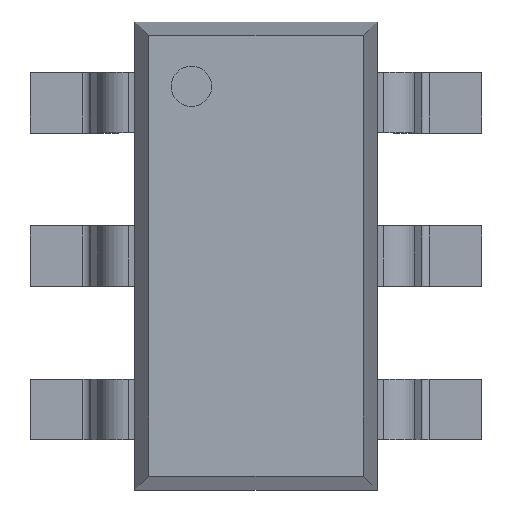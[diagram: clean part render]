
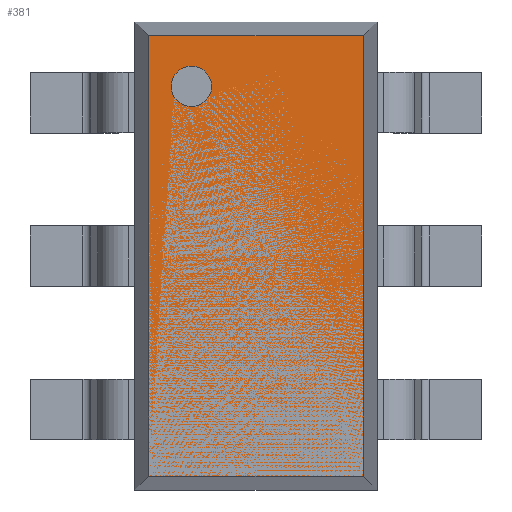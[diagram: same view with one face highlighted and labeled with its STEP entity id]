
A CAD part, top view. The second image highlights one B-rep face of the part: STEP entity #381.
In plain terms, the highlighted planar face has unit normal (0, 0, 1).
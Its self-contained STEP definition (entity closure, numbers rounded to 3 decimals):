
#126 = VERTEX_POINT('',#127);
#127 = CARTESIAN_POINT('',(-0.4,0.925,1.45));
#133 = EDGE_CURVE('',#134,#126,#136,.T.);
#134 = VERTEX_POINT('',#135);
#135 = CARTESIAN_POINT('',(-0.4,1.175,1.45));
#136 = CIRCLE('',#137,0.125);
#137 = AXIS2_PLACEMENT_3D('',#138,#139,#140);
#138 = CARTESIAN_POINT('',(-0.4,1.05,1.45));
#139 = DIRECTION('',(0.,0.,1.));
#140 = DIRECTION('',(0.,-1.,0.));
#291 = VERTEX_POINT('',#292);
#292 = CARTESIAN_POINT('',(-0.665,1.365,1.45));
#298 = EDGE_CURVE('',#299,#291,#301,.T.);
#299 = VERTEX_POINT('',#300);
#300 = CARTESIAN_POINT('',(0.665,1.365,1.45));
#301 = LINE('',#302,#303);
#302 = CARTESIAN_POINT('',(0.75,1.365,1.45));
#303 = VECTOR('',#304,1.);
#304 = DIRECTION('',(-1.,0.,0.));
#322 = VERTEX_POINT('',#323);
#323 = CARTESIAN_POINT('',(-0.665,-1.365,1.45));
#329 = EDGE_CURVE('',#291,#322,#330,.T.);
#330 = LINE('',#331,#332);
#331 = CARTESIAN_POINT('',(-0.665,1.45,1.45));
#332 = VECTOR('',#333,1.);
#333 = DIRECTION('',(0.,-1.,0.));
#346 = VERTEX_POINT('',#347);
#347 = CARTESIAN_POINT('',(0.665,-1.365,1.45));
#353 = EDGE_CURVE('',#322,#346,#354,.T.);
#354 = LINE('',#355,#356);
#355 = CARTESIAN_POINT('',(-0.75,-1.365,1.45));
#356 = VECTOR('',#357,1.);
#357 = DIRECTION('',(1.,0.,0.));
#370 = EDGE_CURVE('',#346,#299,#371,.T.);
#371 = LINE('',#372,#373);
#372 = CARTESIAN_POINT('',(0.665,-1.45,1.45));
#373 = VECTOR('',#374,1.);
#374 = DIRECTION('',(0.,1.,0.));
#381 = ADVANCED_FACE('',(#382,#392),#398,.T.);
#382 = FACE_BOUND('',#383,.T.);
#383 = EDGE_LOOP('',(#384,#391));
#384 = ORIENTED_EDGE('',*,*,#385,.F.);
#385 = EDGE_CURVE('',#126,#134,#386,.T.);
#386 = CIRCLE('',#387,0.125);
#387 = AXIS2_PLACEMENT_3D('',#388,#389,#390);
#388 = CARTESIAN_POINT('',(-0.4,1.05,1.45));
#389 = DIRECTION('',(0.,0.,1.));
#390 = DIRECTION('',(0.,-1.,0.));
#391 = ORIENTED_EDGE('',*,*,#133,.F.);
#392 = FACE_BOUND('',#393,.T.);
#393 = EDGE_LOOP('',(#394,#395,#396,#397));
#394 = ORIENTED_EDGE('',*,*,#298,.T.);
#395 = ORIENTED_EDGE('',*,*,#329,.T.);
#396 = ORIENTED_EDGE('',*,*,#353,.T.);
#397 = ORIENTED_EDGE('',*,*,#370,.T.);
#398 = PLANE('',#399);
#399 = AXIS2_PLACEMENT_3D('',#400,#401,#402);
#400 = CARTESIAN_POINT('',(0.,0.,1.45));
#401 = DIRECTION('',(0.,0.,1.));
#402 = DIRECTION('',(0.,-1.,0.));
